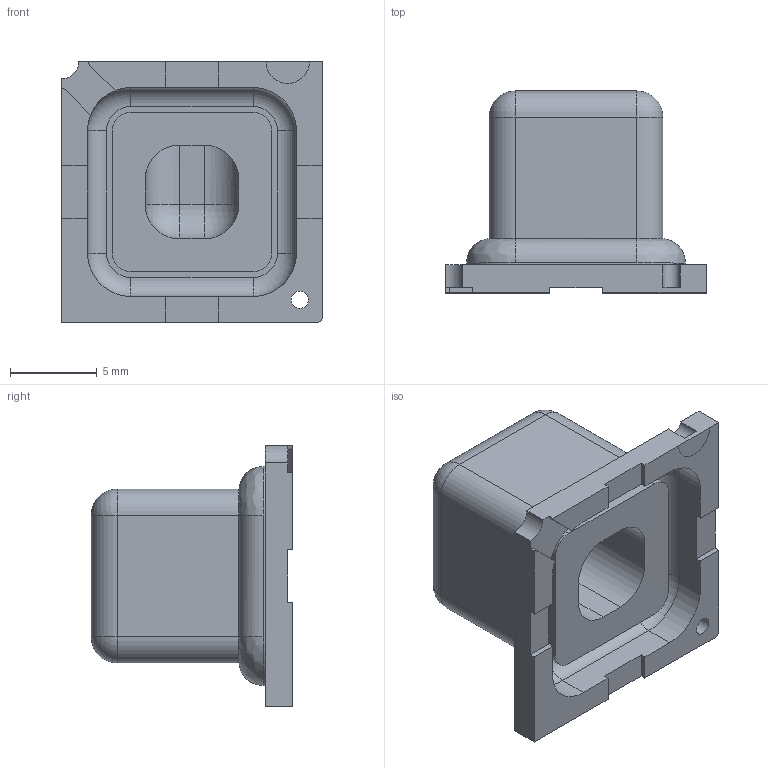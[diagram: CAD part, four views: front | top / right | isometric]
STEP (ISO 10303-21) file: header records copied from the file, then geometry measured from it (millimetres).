
FILE_DESCRIPTION(/* description */ (''),/* implementation_level */ '2;1');
FILE_NAME(/* name */ 'Trellis_1x1.step',/* time_stamp */ '2016-09-06T10:29:38-05:00',/* author */ (''),/* organization */ (''),/* preprocessor_version */ 'ST-DEVELOPER v16.5',/* originating_system */ 'Autodesk Translation Framework v5.1.0.2740',/* authorisation */ '');
FILE_SCHEMA (('AUTOMOTIVE_DESIGN { 1 0 10303 214 3 1 1 }'));
Length unit declared in the file: centimetre
Products named in the file (1): Adafruit Trellis 1x1 v2
Bounding box: 15 x 11.6 x 15 mm (x, y, z)
Volume: 924.6 mm3; surface area: 1174.3 mm2
Topology: 1 solids, 1 shells, 114 faces, 281 edges, 166 vertices
Faces by surface type: plane 47, cylinder 37, bspline 20, sphere 6, torus 4
Full cylindrical faces by diameter (mm): 1 x1
Entity records: 3977 total; most frequent: CARTESIAN_POINT 1395, ORIENTED_EDGE 548, DIRECTION 495, EDGE_CURVE 274, LINE 171, VECTOR 171, VERTEX_POINT 166, AXIS2_PLACEMENT_3D 162
